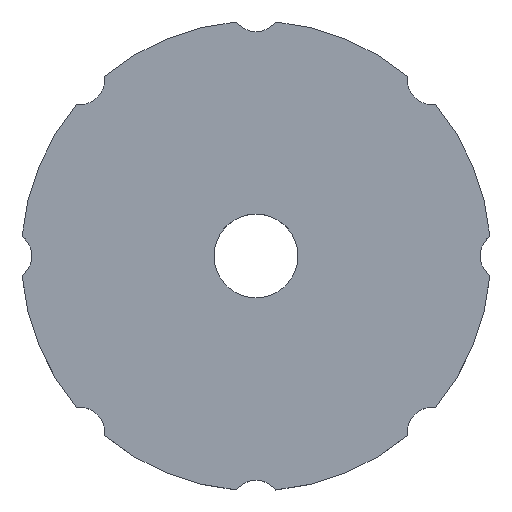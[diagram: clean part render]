
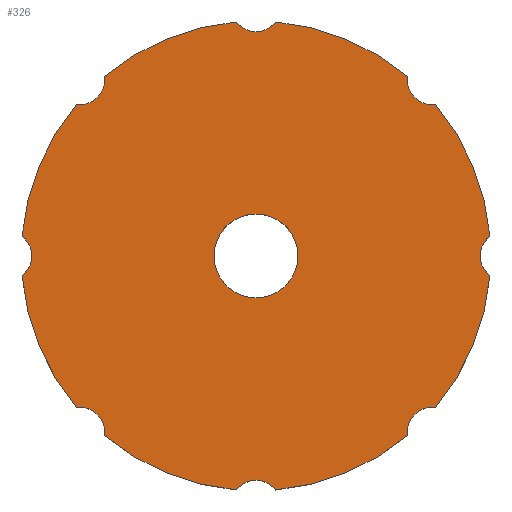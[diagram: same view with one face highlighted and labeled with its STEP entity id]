
A CAD part, top view. The second image highlights one B-rep face of the part: STEP entity #326.
In plain terms, the highlighted planar face has unit normal (0, 0, 1).
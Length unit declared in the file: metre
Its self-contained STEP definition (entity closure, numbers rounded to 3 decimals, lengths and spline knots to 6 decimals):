
#78=ORIENTED_EDGE('',*,*,#178,.F.);
#79=ORIENTED_EDGE('',*,*,#179,.T.);
#80=ORIENTED_EDGE('',*,*,#180,.F.);
#81=ORIENTED_EDGE('',*,*,#181,.T.);
#82=ORIENTED_EDGE('',*,*,#182,.F.);
#83=ORIENTED_EDGE('',*,*,#183,.T.);
#84=ORIENTED_EDGE('',*,*,#184,.F.);
#85=ORIENTED_EDGE('',*,*,#185,.T.);
#86=ORIENTED_EDGE('',*,*,#186,.F.);
#87=ORIENTED_EDGE('',*,*,#187,.T.);
#88=ORIENTED_EDGE('',*,*,#188,.F.);
#89=ORIENTED_EDGE('',*,*,#189,.T.);
#90=ORIENTED_EDGE('',*,*,#190,.F.);
#91=ORIENTED_EDGE('',*,*,#191,.T.);
#92=ORIENTED_EDGE('',*,*,#192,.F.);
#93=ORIENTED_EDGE('',*,*,#193,.T.);
#94=ORIENTED_EDGE('',*,*,#194,.F.);
#178=EDGE_CURVE('',#228,#229,#262,.T.);
#179=EDGE_CURVE('',#228,#230,#263,.T.);
#180=EDGE_CURVE('',#231,#230,#264,.T.);
#181=EDGE_CURVE('',#231,#232,#265,.T.);
#182=EDGE_CURVE('',#233,#232,#266,.T.);
#183=EDGE_CURVE('',#233,#234,#267,.T.);
#184=EDGE_CURVE('',#235,#234,#268,.T.);
#185=EDGE_CURVE('',#235,#236,#269,.T.);
#186=EDGE_CURVE('',#237,#236,#270,.T.);
#187=EDGE_CURVE('',#237,#238,#271,.T.);
#188=EDGE_CURVE('',#239,#238,#272,.T.);
#189=EDGE_CURVE('',#239,#240,#273,.T.);
#190=EDGE_CURVE('',#241,#240,#274,.T.);
#191=EDGE_CURVE('',#241,#242,#275,.T.);
#192=EDGE_CURVE('',#243,#242,#276,.T.);
#193=EDGE_CURVE('',#243,#229,#277,.T.);
#194=EDGE_CURVE('',#244,#244,#278,.T.);
#228=VERTEX_POINT('',#572);
#229=VERTEX_POINT('',#573);
#230=VERTEX_POINT('',#575);
#231=VERTEX_POINT('',#577);
#232=VERTEX_POINT('',#579);
#233=VERTEX_POINT('',#581);
#234=VERTEX_POINT('',#583);
#235=VERTEX_POINT('',#585);
#236=VERTEX_POINT('',#587);
#237=VERTEX_POINT('',#589);
#238=VERTEX_POINT('',#591);
#239=VERTEX_POINT('',#593);
#240=VERTEX_POINT('',#595);
#241=VERTEX_POINT('',#597);
#242=VERTEX_POINT('',#599);
#243=VERTEX_POINT('',#601);
#244=VERTEX_POINT('',#604);
#262=CIRCLE('',#376,0.003);
#263=CIRCLE('',#377,0.028);
#264=CIRCLE('',#378,0.003);
#265=CIRCLE('',#379,0.028);
#266=CIRCLE('',#380,0.003);
#267=CIRCLE('',#381,0.028);
#268=CIRCLE('',#382,0.003);
#269=CIRCLE('',#383,0.028);
#270=CIRCLE('',#384,0.003);
#271=CIRCLE('',#385,0.028);
#272=CIRCLE('',#386,0.003);
#273=CIRCLE('',#387,0.028);
#274=CIRCLE('',#388,0.003);
#275=CIRCLE('',#389,0.028);
#276=CIRCLE('',#390,0.003);
#277=CIRCLE('',#391,0.028);
#278=CIRCLE('',#392,0.005);
#281=EDGE_LOOP('',(#78,#79,#80,#81,#82,#83,#84,#85,#86,#87,#88,#89,#90,
#91,#92,#93));
#282=EDGE_LOOP('',(#94));
#303=FACE_BOUND('',#281,.T.);
#304=FACE_BOUND('',#282,.T.);
#324=PLANE('',#375);
#326=ADVANCED_FACE('',(#303,#304),#324,.T.);
#375=AXIS2_PLACEMENT_3D('',#570,#448,#449);
#376=AXIS2_PLACEMENT_3D('',#571,#450,#451);
#377=AXIS2_PLACEMENT_3D('',#574,#452,#453);
#378=AXIS2_PLACEMENT_3D('',#576,#454,#455);
#379=AXIS2_PLACEMENT_3D('',#578,#456,#457);
#380=AXIS2_PLACEMENT_3D('',#580,#458,#459);
#381=AXIS2_PLACEMENT_3D('',#582,#460,#461);
#382=AXIS2_PLACEMENT_3D('',#584,#462,#463);
#383=AXIS2_PLACEMENT_3D('',#586,#464,#465);
#384=AXIS2_PLACEMENT_3D('',#588,#466,#467);
#385=AXIS2_PLACEMENT_3D('',#590,#468,#469);
#386=AXIS2_PLACEMENT_3D('',#592,#470,#471);
#387=AXIS2_PLACEMENT_3D('',#594,#472,#473);
#388=AXIS2_PLACEMENT_3D('',#596,#474,#475);
#389=AXIS2_PLACEMENT_3D('',#598,#476,#477);
#390=AXIS2_PLACEMENT_3D('',#600,#478,#479);
#391=AXIS2_PLACEMENT_3D('',#602,#480,#481);
#392=AXIS2_PLACEMENT_3D('',#603,#482,#483);
#448=DIRECTION('',(0.,0.,1.));
#449=DIRECTION('',(1.,0.,0.));
#450=DIRECTION('',(0.,0.,1.));
#451=DIRECTION('',(1.,0.,0.));
#452=DIRECTION('',(0.,0.,1.));
#453=DIRECTION('',(1.,0.,0.));
#454=DIRECTION('',(0.,0.,1.));
#455=DIRECTION('',(1.,0.,0.));
#456=DIRECTION('',(0.,0.,1.));
#457=DIRECTION('',(1.,0.,0.));
#458=DIRECTION('',(0.,0.,1.));
#459=DIRECTION('',(1.,0.,0.));
#460=DIRECTION('',(0.,0.,1.));
#461=DIRECTION('',(1.,0.,0.));
#462=DIRECTION('',(0.,0.,1.));
#463=DIRECTION('',(1.,0.,0.));
#464=DIRECTION('',(0.,0.,1.));
#465=DIRECTION('',(1.,0.,0.));
#466=DIRECTION('',(0.,0.,1.));
#467=DIRECTION('',(1.,0.,0.));
#468=DIRECTION('',(0.,0.,1.));
#469=DIRECTION('',(1.,0.,0.));
#470=DIRECTION('',(0.,0.,1.));
#471=DIRECTION('',(1.,0.,0.));
#472=DIRECTION('',(0.,0.,1.));
#473=DIRECTION('',(1.,0.,0.));
#474=DIRECTION('',(0.,0.,1.));
#475=DIRECTION('',(1.,0.,0.));
#476=DIRECTION('',(0.,0.,1.));
#477=DIRECTION('',(1.,0.,0.));
#478=DIRECTION('',(0.,0.,1.));
#479=DIRECTION('',(1.,0.,0.));
#480=DIRECTION('',(0.,0.,1.));
#481=DIRECTION('',(1.,0.,0.));
#482=DIRECTION('',(0.,0.,1.));
#483=DIRECTION('',(1.,0.,0.));
#570=CARTESIAN_POINT('',(0.,0.,0.007));
#571=CARTESIAN_POINT('',(-0.02975,0.,0.007));
#572=CARTESIAN_POINT('',(-0.0279,-0.002362,0.007));
#573=CARTESIAN_POINT('',(-0.0279,0.002362,0.007));
#574=CARTESIAN_POINT('',(0.,0.,0.007));
#575=CARTESIAN_POINT('',(-0.021398,-0.018058,0.007));
#576=CARTESIAN_POINT('',(-0.021036,-0.021036,0.007));
#577=CARTESIAN_POINT('',(-0.018058,-0.021398,0.007));
#578=CARTESIAN_POINT('',(0.,0.,0.007));
#579=CARTESIAN_POINT('',(-0.002362,-0.0279,0.007));
#580=CARTESIAN_POINT('',(0.,-0.02975,0.007));
#581=CARTESIAN_POINT('',(0.002362,-0.0279,0.007));
#582=CARTESIAN_POINT('',(0.,0.,0.007));
#583=CARTESIAN_POINT('',(0.018058,-0.021398,0.007));
#584=CARTESIAN_POINT('',(0.021036,-0.021036,0.007));
#585=CARTESIAN_POINT('',(0.021398,-0.018058,0.007));
#586=CARTESIAN_POINT('',(0.,0.,0.007));
#587=CARTESIAN_POINT('',(0.0279,-0.002362,0.007));
#588=CARTESIAN_POINT('',(0.02975,0.,0.007));
#589=CARTESIAN_POINT('',(0.0279,0.002362,0.007));
#590=CARTESIAN_POINT('',(0.,0.,0.007));
#591=CARTESIAN_POINT('',(0.021398,0.018058,0.007));
#592=CARTESIAN_POINT('',(0.021036,0.021036,0.007));
#593=CARTESIAN_POINT('',(0.018058,0.021398,0.007));
#594=CARTESIAN_POINT('',(0.,0.,0.007));
#595=CARTESIAN_POINT('',(0.002362,0.0279,0.007));
#596=CARTESIAN_POINT('',(0.,0.02975,0.007));
#597=CARTESIAN_POINT('',(-0.002362,0.0279,0.007));
#598=CARTESIAN_POINT('',(0.,0.,0.007));
#599=CARTESIAN_POINT('',(-0.018058,0.021398,0.007));
#600=CARTESIAN_POINT('',(-0.021036,0.021036,0.007));
#601=CARTESIAN_POINT('',(-0.021398,0.018058,0.007));
#602=CARTESIAN_POINT('',(0.,0.,0.007));
#603=CARTESIAN_POINT('',(0.,0.,0.007));
#604=CARTESIAN_POINT('',(0.005,0.,0.007));
